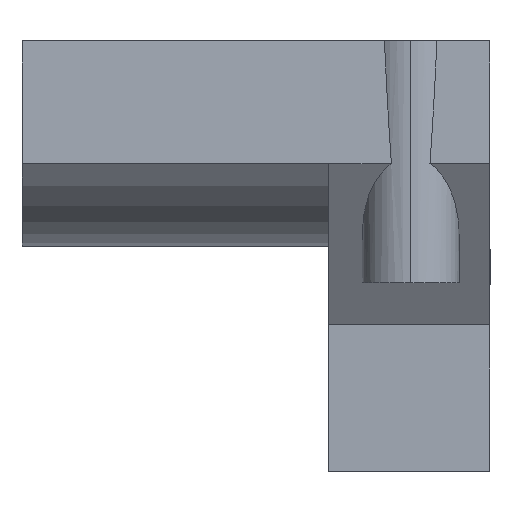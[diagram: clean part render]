
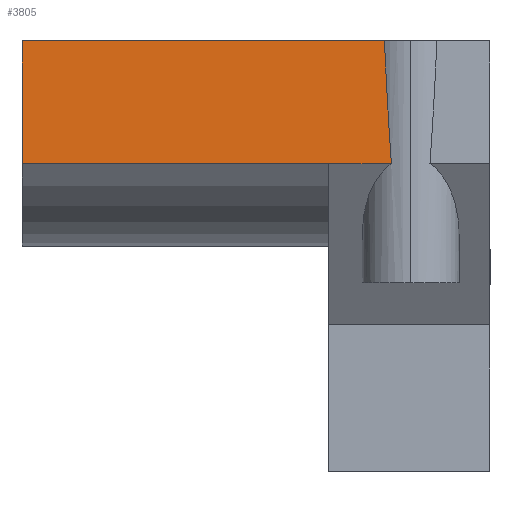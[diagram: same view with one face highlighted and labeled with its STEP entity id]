
A CAD part, front view. The second image highlights one B-rep face of the part: STEP entity #3805.
In plain terms, the highlighted planar face has unit normal (0, -1, 0.03).
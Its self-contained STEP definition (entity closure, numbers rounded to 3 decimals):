
#85 = PLANE('',#86);
#86 = AXIS2_PLACEMENT_3D('',#87,#88,#89);
#87 = CARTESIAN_POINT('',(-21.,-25.,5.));
#88 = DIRECTION('',(0.,0.,1.));
#89 = DIRECTION('',(0.,1.,0.));
#788 = VERTEX_POINT('',#789);
#789 = CARTESIAN_POINT('',(-12.,-18.913,5.));
#803 = PLANE('',#804);
#804 = AXIS2_PLACEMENT_3D('',#805,#806,#807);
#805 = CARTESIAN_POINT('',(-12.,-9.158,8.419));
#806 = DIRECTION('',(1.,0.,0.));
#807 = DIRECTION('',(0.,0.,-1.));
#815 = EDGE_CURVE('',#816,#788,#818,.T.);
#816 = VERTEX_POINT('',#817);
#817 = CARTESIAN_POINT('',(10.454,-18.913,5.));
#818 = SURFACE_CURVE('',#819,(#823,#830),.PCURVE_S1.);
#819 = LINE('',#820,#821);
#820 = CARTESIAN_POINT('',(-2.,-18.913,5.));
#821 = VECTOR('',#822,1.);
#822 = DIRECTION('',(-1.,0.,0.));
#823 = PCURVE('',#85,#824);
#824 = DEFINITIONAL_REPRESENTATION('',(#825),#829);
#825 = LINE('',#826,#827);
#826 = CARTESIAN_POINT('',(6.087,-19.));
#827 = VECTOR('',#828,1.);
#828 = DIRECTION('',(0.,1.));
#829 = ( GEOMETRIC_REPRESENTATION_CONTEXT(2) 
PARAMETRIC_REPRESENTATION_CONTEXT() REPRESENTATION_CONTEXT('2D SPACE',''
  ) );
#830 = PCURVE('',#831,#836);
#831 = PLANE('',#832);
#832 = AXIS2_PLACEMENT_3D('',#833,#834,#835);
#833 = CARTESIAN_POINT('',(17.,-18.,35.));
#834 = DIRECTION('',(0.,1.,
    -0.03));
#835 = DIRECTION('',(0.,0.03,
    1.));
#836 = DEFINITIONAL_REPRESENTATION('',(#837),#841);
#837 = LINE('',#838,#839);
#838 = CARTESIAN_POINT('',(-30.014,-19.));
#839 = VECTOR('',#840,1.);
#840 = DIRECTION('',(0.,-1.));
#841 = ( GEOMETRIC_REPRESENTATION_CONTEXT(2) 
PARAMETRIC_REPRESENTATION_CONTEXT() REPRESENTATION_CONTEXT('2D SPACE',''
  ) );
#864 = CYLINDRICAL_SURFACE('',#865,3.);
#865 = AXIS2_PLACEMENT_3D('',#866,#867,#868);
#866 = CARTESIAN_POINT('',(12.084,-16.395,-10.));
#867 = DIRECTION('',(0.,0.,-1.));
#868 = DIRECTION('',(0.,-1.,0.));
#3488 = PLANE('',#3489);
#3489 = AXIS2_PLACEMENT_3D('',#3490,#3491,#3492);
#3490 = CARTESIAN_POINT('',(17.,-19.145,-2.61));
#3491 = DIRECTION('',(0.,0.844,0.537)
  );
#3492 = DIRECTION('',(0.,-0.537,0.844
    ));
#3744 = EDGE_CURVE('',#3745,#816,#3747,.T.);
#3745 = VERTEX_POINT('',#3746);
#3746 = CARTESIAN_POINT('',(10.886,-19.145,-2.61));
#3747 = SURFACE_CURVE('',#3748,(#3753,#3765),.PCURVE_S1.);
#3748 = ELLIPSE('',#3749,98.588,3.);
#3749 = AXIS2_PLACEMENT_3D('',#3750,#3751,#3752);
#3750 = CARTESIAN_POINT('',(12.084,-16.395,87.736));
#3751 = DIRECTION('',(0.,1.,
    -0.03));
#3752 = DIRECTION('',(0.,-0.03,
    -1.));
#3753 = PCURVE('',#864,#3754);
#3754 = DEFINITIONAL_REPRESENTATION('',(#3755),#3764);
#3755 = B_SPLINE_CURVE_WITH_KNOTS('',7,(#3756,#3757,#3758,#3759,#3760,
    #3761,#3762,#3763),.UNSPECIFIED.,.F.,.F.,(8,8),(0.301,
    0.945),.PIECEWISE_BEZIER_KNOTS.);
#3756 = CARTESIAN_POINT('',(0.301,-3.629));
#3757 = CARTESIAN_POINT('',(0.393,-6.317));
#3758 = CARTESIAN_POINT('',(0.485,-9.933));
#3759 = CARTESIAN_POINT('',(0.577,-14.44));
#3760 = CARTESIAN_POINT('',(0.669,-19.782));
#3761 = CARTESIAN_POINT('',(0.761,-25.884));
#3762 = CARTESIAN_POINT('',(0.853,-32.657));
#3763 = CARTESIAN_POINT('',(0.945,-40.));
#3764 = ( GEOMETRIC_REPRESENTATION_CONTEXT(2) 
PARAMETRIC_REPRESENTATION_CONTEXT() REPRESENTATION_CONTEXT('2D SPACE',''
  ) );
#3765 = PCURVE('',#831,#3766);
#3766 = DEFINITIONAL_REPRESENTATION('',(#3767),#3771);
#3767 = ELLIPSE('',#3768,98.588,3.);
#3768 = AXIS2_PLACEMENT_2D('',#3769,#3770);
#3769 = CARTESIAN_POINT('',(52.761,-4.916));
#3770 = DIRECTION('',(-1.,0.));
#3771 = ( GEOMETRIC_REPRESENTATION_CONTEXT(2) 
PARAMETRIC_REPRESENTATION_CONTEXT() REPRESENTATION_CONTEXT('2D SPACE',''
  ) );
#3805 = ADVANCED_FACE('',(#3806),#831,.F.);
#3806 = FACE_BOUND('',#3807,.T.);
#3807 = EDGE_LOOP('',(#3808,#3809,#3832,#3860,#3881));
#3808 = ORIENTED_EDGE('',*,*,#815,.T.);
#3809 = ORIENTED_EDGE('',*,*,#3810,.T.);
#3810 = EDGE_CURVE('',#788,#3811,#3813,.T.);
#3811 = VERTEX_POINT('',#3812);
#3812 = CARTESIAN_POINT('',(-12.,-19.145,-2.61));
#3813 = SURFACE_CURVE('',#3814,(#3818,#3825),.PCURVE_S1.);
#3814 = LINE('',#3815,#3816);
#3815 = CARTESIAN_POINT('',(-12.,-18.,35.));
#3816 = VECTOR('',#3817,1.);
#3817 = DIRECTION('',(0.,-0.03,
    -1.));
#3818 = PCURVE('',#831,#3819);
#3819 = DEFINITIONAL_REPRESENTATION('',(#3820),#3824);
#3820 = LINE('',#3821,#3822);
#3821 = CARTESIAN_POINT('',(0.,-29.));
#3822 = VECTOR('',#3823,1.);
#3823 = DIRECTION('',(-1.,0.));
#3824 = ( GEOMETRIC_REPRESENTATION_CONTEXT(2) 
PARAMETRIC_REPRESENTATION_CONTEXT() REPRESENTATION_CONTEXT('2D SPACE',''
  ) );
#3825 = PCURVE('',#803,#3826);
#3826 = DEFINITIONAL_REPRESENTATION('',(#3827),#3831);
#3827 = LINE('',#3828,#3829);
#3828 = CARTESIAN_POINT('',(-26.581,-8.842));
#3829 = VECTOR('',#3830,1.);
#3830 = DIRECTION('',(1.,-0.03));
#3831 = ( GEOMETRIC_REPRESENTATION_CONTEXT(2) 
PARAMETRIC_REPRESENTATION_CONTEXT() REPRESENTATION_CONTEXT('2D SPACE',''
  ) );
#3832 = ORIENTED_EDGE('',*,*,#3833,.F.);
#3833 = EDGE_CURVE('',#3834,#3811,#3836,.T.);
#3834 = VERTEX_POINT('',#3835);
#3835 = CARTESIAN_POINT('',(7.,-19.145,-2.61));
#3836 = SURFACE_CURVE('',#3837,(#3841,#3848),.PCURVE_S1.);
#3837 = LINE('',#3838,#3839);
#3838 = CARTESIAN_POINT('',(17.,-19.145,-2.61));
#3839 = VECTOR('',#3840,1.);
#3840 = DIRECTION('',(-1.,0.,0.));
#3841 = PCURVE('',#831,#3842);
#3842 = DEFINITIONAL_REPRESENTATION('',(#3843),#3847);
#3843 = LINE('',#3844,#3845);
#3844 = CARTESIAN_POINT('',(-37.627,0.));
#3845 = VECTOR('',#3846,1.);
#3846 = DIRECTION('',(0.,-1.));
#3847 = ( GEOMETRIC_REPRESENTATION_CONTEXT(2) 
PARAMETRIC_REPRESENTATION_CONTEXT() REPRESENTATION_CONTEXT('2D SPACE',''
  ) );
#3848 = PCURVE('',#3849,#3854);
#3849 = CYLINDRICAL_SURFACE('',#3850,11.14);
#3850 = AXIS2_PLACEMENT_3D('',#3851,#3852,#3853);
#3851 = CARTESIAN_POINT('',(7.,-9.745,3.369));
#3852 = DIRECTION('',(1.,0.,0.));
#3853 = DIRECTION('',(0.,-1.,0.));
#3854 = DEFINITIONAL_REPRESENTATION('',(#3855),#3859);
#3855 = LINE('',#3856,#3857);
#3856 = CARTESIAN_POINT('',(-5.717,10.));
#3857 = VECTOR('',#3858,1.);
#3858 = DIRECTION('',(-0.,-1.));
#3859 = ( GEOMETRIC_REPRESENTATION_CONTEXT(2) 
PARAMETRIC_REPRESENTATION_CONTEXT() REPRESENTATION_CONTEXT('2D SPACE',''
  ) );
#3860 = ORIENTED_EDGE('',*,*,#3861,.F.);
#3861 = EDGE_CURVE('',#3745,#3834,#3862,.T.);
#3862 = SURFACE_CURVE('',#3863,(#3867,#3874),.PCURVE_S1.);
#3863 = LINE('',#3864,#3865);
#3864 = CARTESIAN_POINT('',(17.,-19.145,-2.61));
#3865 = VECTOR('',#3866,1.);
#3866 = DIRECTION('',(-1.,0.,0.));
#3867 = PCURVE('',#831,#3868);
#3868 = DEFINITIONAL_REPRESENTATION('',(#3869),#3873);
#3869 = LINE('',#3870,#3871);
#3870 = CARTESIAN_POINT('',(-37.627,0.));
#3871 = VECTOR('',#3872,1.);
#3872 = DIRECTION('',(0.,-1.));
#3873 = ( GEOMETRIC_REPRESENTATION_CONTEXT(2) 
PARAMETRIC_REPRESENTATION_CONTEXT() REPRESENTATION_CONTEXT('2D SPACE',''
  ) );
#3874 = PCURVE('',#3488,#3875);
#3875 = DEFINITIONAL_REPRESENTATION('',(#3876),#3880);
#3876 = LINE('',#3877,#3878);
#3877 = CARTESIAN_POINT('',(-0.,0.));
#3878 = VECTOR('',#3879,1.);
#3879 = DIRECTION('',(0.,-1.));
#3880 = ( GEOMETRIC_REPRESENTATION_CONTEXT(2) 
PARAMETRIC_REPRESENTATION_CONTEXT() REPRESENTATION_CONTEXT('2D SPACE',''
  ) );
#3881 = ORIENTED_EDGE('',*,*,#3744,.T.);
